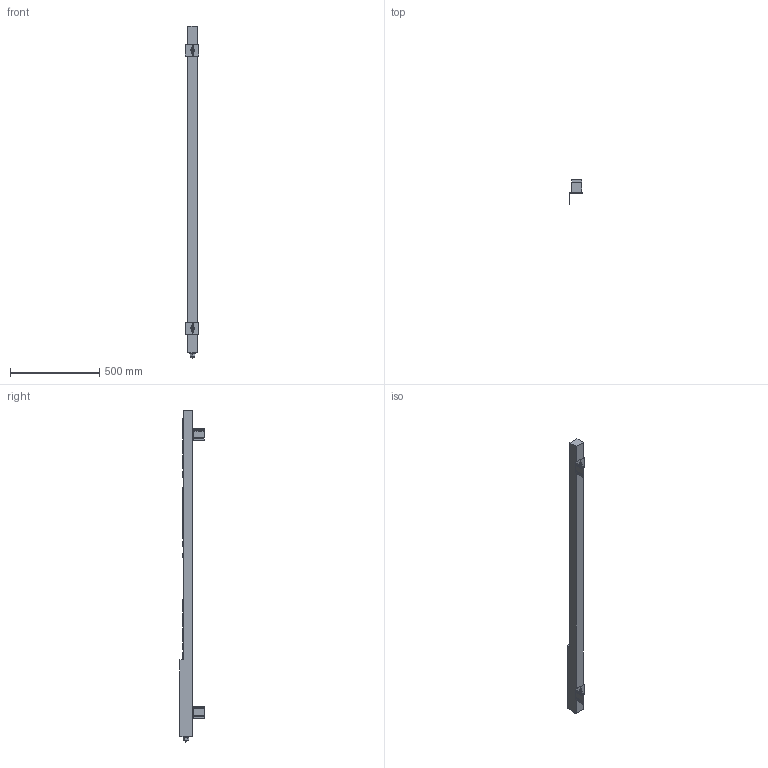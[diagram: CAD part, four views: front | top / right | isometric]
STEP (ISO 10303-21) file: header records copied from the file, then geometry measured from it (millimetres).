
FILE_DESCRIPTION (( 'STEP AP203' ), '1' );
FILE_NAME ('00083686 PDU CN_PM23_42_36C13_06C19_41.STEP', '2022-10-21T09:00:59', ( '' ), ( '' ), 'SwSTEP 2.0', 'SolidWorks 2022', '' );
FILE_SCHEMA (( 'CONFIG_CONTROL_DESIGN' ));
Length unit declared in the file: millimetre
Products named in the file (3): CN-PM23-42-36C13-06C19-41; Кронштейн; 00083686 PDU CN_PM23_42_36C13_06C19_41
Assembly tree (3 placements, depth 2):
  00083686 PDU CN_PM23_42_36C13_06C19_41
    CN-PM23-42-36C13-06C19-41
    Кронштейн  x2
Bounding box: 73 x 140 x 1860 mm (x, y, z)
Volume: 5895931.2 mm3; surface area: 490826.2 mm2
Topology: 3 solids, 3 shells, 2390 faces, 6265 edges, 4169 vertices
Faces by surface type: plane 1708, cylinder 680, sphere 2
Entity records: 72027 total; most frequent: CARTESIAN_POINT 12550, ORIENTED_EDGE 12252, DIRECTION 12114, EDGE_CURVE 6126, VECTOR 4828, LINE 4828, VERTEX_POINT 4079, AXIS2_PLACEMENT_3D 3643
